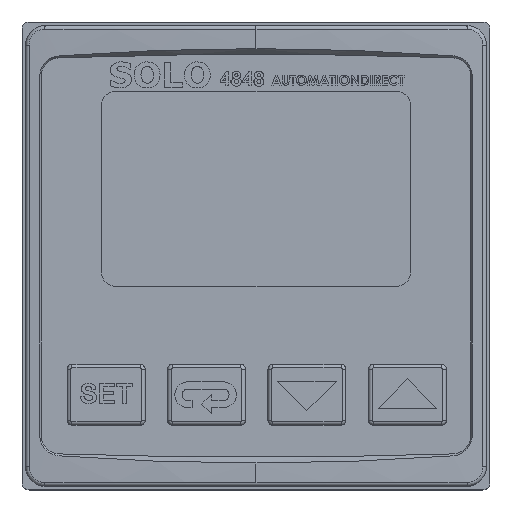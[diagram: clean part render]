
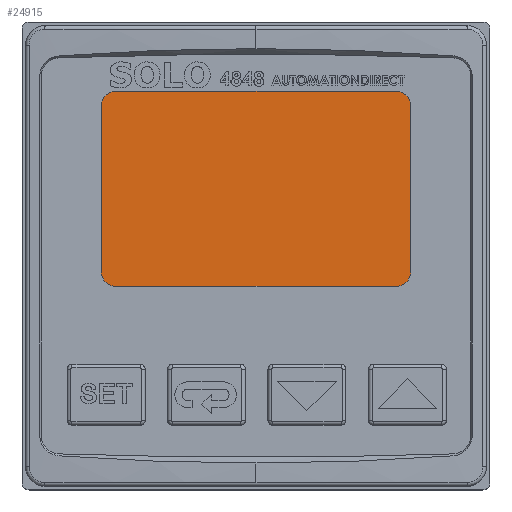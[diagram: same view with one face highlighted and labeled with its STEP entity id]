
A CAD part, top view. The second image highlights one B-rep face of the part: STEP entity #24915.
In plain terms, the highlighted planar face has unit normal (0, 0, 1).
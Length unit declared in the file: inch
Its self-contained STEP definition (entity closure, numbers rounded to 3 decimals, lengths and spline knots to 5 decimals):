
#4468 = EDGE_LOOP ( 'NONE', ( #13637, #13638, #13639, #13635, #13640, #13641, #13642, #13643 ) ) ;
#12182 = VERTEX_POINT ( 'NONE', #20974 ) ;
#12183 = VERTEX_POINT ( 'NONE', #20975 ) ;
#12184 = VERTEX_POINT ( 'NONE', #20976 ) ;
#12185 = VERTEX_POINT ( 'NONE', #20977 ) ;
#12186 = VERTEX_POINT ( 'NONE', #20978 ) ;
#12187 = VERTEX_POINT ( 'NONE', #20979 ) ;
#12188 = VERTEX_POINT ( 'NONE', #20980 ) ;
#12189 = VERTEX_POINT ( 'NONE', #20981 ) ;
#13635 = ORIENTED_EDGE ( 'NONE', *, *, #14453, .T. ) ;
#13637 = ORIENTED_EDGE ( 'NONE', *, *, #14443, .T. ) ;
#13638 = ORIENTED_EDGE ( 'NONE', *, *, #14457, .T. ) ;
#13639 = ORIENTED_EDGE ( 'NONE', *, *, #14455, .T. ) ;
#13640 = ORIENTED_EDGE ( 'NONE', *, *, #14451, .T. ) ;
#13641 = ORIENTED_EDGE ( 'NONE', *, *, #14449, .T. ) ;
#13642 = ORIENTED_EDGE ( 'NONE', *, *, #14447, .T. ) ;
#13643 = ORIENTED_EDGE ( 'NONE', *, *, #14445, .T. ) ;
#14443 = EDGE_CURVE ( 'NONE', #12183, #12182, #28145, .T. ) ;
#14445 = EDGE_CURVE ( 'NONE', #12184, #12183, #28701, .T. ) ;
#14447 = EDGE_CURVE ( 'NONE', #12185, #12184, #28150, .T. ) ;
#14449 = EDGE_CURVE ( 'NONE', #12186, #12185, #28704, .T. ) ;
#14451 = EDGE_CURVE ( 'NONE', #12187, #12186, #28156, .T. ) ;
#14453 = EDGE_CURVE ( 'NONE', #12188, #12187, #28707, .T. ) ;
#14455 = EDGE_CURVE ( 'NONE', #12189, #12188, #28162, .T. ) ;
#14457 = EDGE_CURVE ( 'NONE', #12182, #12189, #28710, .T. ) ;
#20974 = CARTESIAN_POINT ( 'NONE',  ( 0.575, 0.675, -0.055 ) ) ;
#20975 = CARTESIAN_POINT ( 'NONE',  ( 0.635, 0.615, -0.055 ) ) ;
#20976 = CARTESIAN_POINT ( 'NONE',  ( 0.635, -0.065, -0.055 ) ) ;
#20977 = CARTESIAN_POINT ( 'NONE',  ( 0.575, -0.125, -0.055 ) ) ;
#20978 = CARTESIAN_POINT ( 'NONE',  ( -0.575, -0.125, -0.055 ) ) ;
#20979 = CARTESIAN_POINT ( 'NONE',  ( -0.635, -0.065, -0.055 ) ) ;
#20980 = CARTESIAN_POINT ( 'NONE',  ( -0.635, 0.615, -0.055 ) ) ;
#20981 = CARTESIAN_POINT ( 'NONE',  ( -0.575, 0.675, -0.055 ) ) ;
#24915 = ADVANCED_FACE ( 'NONE', ( #47751 ), #48155, .F. ) ;
#28145 = CIRCLE ( 'NONE', #28147, 0.06 ) ;
#28147 = AXIS2_PLACEMENT_3D ( 'NONE', #29541, #29542, #29543 ) ;
#28149 = VECTOR ( 'NONE', #29547, 39.37008 ) ;
#28150 = CIRCLE ( 'NONE', #28152, 0.06 ) ;
#28152 = AXIS2_PLACEMENT_3D ( 'NONE', #29550, #29551, #29552 ) ;
#28155 = VECTOR ( 'NONE', #29556, 39.37008 ) ;
#28156 = CIRCLE ( 'NONE', #28158, 0.06 ) ;
#28158 = AXIS2_PLACEMENT_3D ( 'NONE', #29559, #29560, #29561 ) ;
#28161 = VECTOR ( 'NONE', #29565, 39.37008 ) ;
#28162 = CIRCLE ( 'NONE', #28164, 0.06 ) ;
#28164 = AXIS2_PLACEMENT_3D ( 'NONE', #29568, #29569, #29570 ) ;
#28168 = VECTOR ( 'NONE', #29574, 39.37008 ) ;
#28701 = LINE ( 'NONE', #29546, #28149 ) ;
#28704 = LINE ( 'NONE', #29555, #28155 ) ;
#28707 = LINE ( 'NONE', #29564, #28161 ) ;
#28710 = LINE ( 'NONE', #29573, #28168 ) ;
#29541 = CARTESIAN_POINT ( 'NONE',  ( 0.575, 0.615, -0.055 ) ) ;
#29542 = DIRECTION ( 'NONE',  ( 0., 0., 1. ) ) ;
#29543 = DIRECTION ( 'NONE',  ( -1., 0., 0. ) ) ;
#29546 = CARTESIAN_POINT ( 'NONE',  ( 0.635, 0.615, -0.055 ) ) ;
#29547 = DIRECTION ( 'NONE',  ( 0., 1., 0. ) ) ;
#29550 = CARTESIAN_POINT ( 'NONE',  ( 0.575, -0.065, -0.055 ) ) ;
#29551 = DIRECTION ( 'NONE',  ( 0., 0., 1. ) ) ;
#29552 = DIRECTION ( 'NONE',  ( -1., 0., 0. ) ) ;
#29555 = CARTESIAN_POINT ( 'NONE',  ( -0.575, -0.125, -0.055 ) ) ;
#29556 = DIRECTION ( 'NONE',  ( 1., 0., 0. ) ) ;
#29559 = CARTESIAN_POINT ( 'NONE',  ( -0.575, -0.065, -0.055 ) ) ;
#29560 = DIRECTION ( 'NONE',  ( 0., 0., 1. ) ) ;
#29561 = DIRECTION ( 'NONE',  ( 1., 0., 0. ) ) ;
#29564 = CARTESIAN_POINT ( 'NONE',  ( -0.635, 0.615, -0.055 ) ) ;
#29565 = DIRECTION ( 'NONE',  ( 0., -1., 0. ) ) ;
#29568 = CARTESIAN_POINT ( 'NONE',  ( -0.575, 0.615, -0.055 ) ) ;
#29569 = DIRECTION ( 'NONE',  ( 0., 0., 1. ) ) ;
#29570 = DIRECTION ( 'NONE',  ( -1., 0., 0. ) ) ;
#29573 = CARTESIAN_POINT ( 'NONE',  ( -0.575, 0.675, -0.055 ) ) ;
#29574 = DIRECTION ( 'NONE',  ( -1., 0., 0. ) ) ;
#33588 = AXIS2_PLACEMENT_3D ( 'NONE', #48156, #48157, #48158 ) ;
#47751 = FACE_OUTER_BOUND ( 'NONE', #4468, .T. ) ;
#48155 = PLANE ( 'NONE',  #33588 ) ;
#48156 = CARTESIAN_POINT ( 'NONE',  ( 0.575, 0.615, -0.055 ) ) ;
#48157 = DIRECTION ( 'NONE',  ( 0., 0., -1. ) ) ;
#48158 = DIRECTION ( 'NONE',  ( -1., 0., 0. ) ) ;
